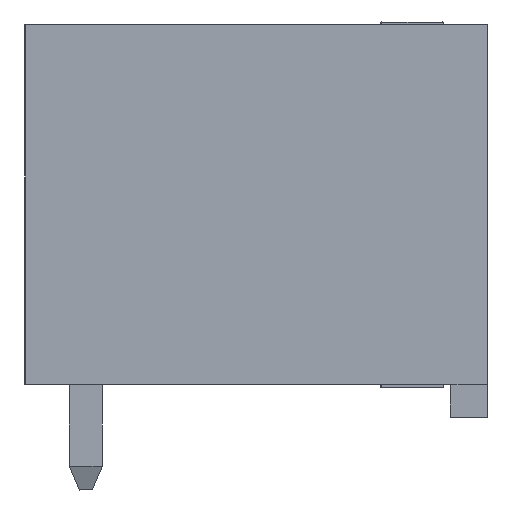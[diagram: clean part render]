
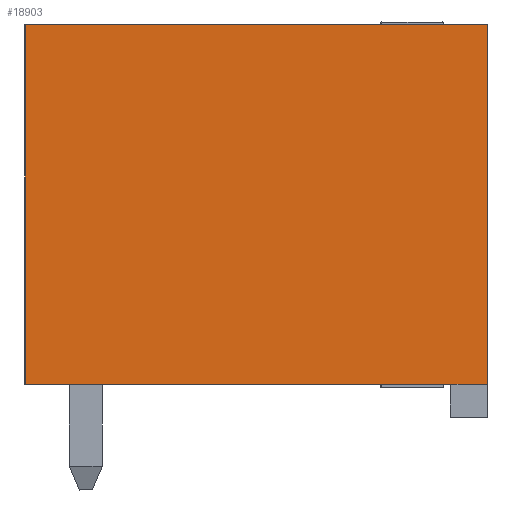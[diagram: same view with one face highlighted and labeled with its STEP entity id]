
A CAD part, left-side view. The second image highlights one B-rep face of the part: STEP entity #18903.
In plain terms, the highlighted planar face has unit normal (-1, 0, 0).
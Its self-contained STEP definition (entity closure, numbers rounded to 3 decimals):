
#18875=AXIS2_PLACEMENT_3D('Plane Axis2P3D',#18872,#18873,#18874) ;
#18273=CARTESIAN_POINT('Vertex',(0.,0.,14.1)) ;
#18276=CARTESIAN_POINT('Line Origine',(0.,0.,8.65)) ;
#18280=CARTESIAN_POINT('Vertex',(0.,0.,3.2)) ;
#18751=CARTESIAN_POINT('Vertex',(0.,14.,14.1)) ;
#18754=CARTESIAN_POINT('Line Origine',(0.,7.,14.1)) ;
#18872=CARTESIAN_POINT('Axis2P3D Location',(0.,0.,14.1)) ;
#18877=CARTESIAN_POINT('Line Origine',(0.,14.,8.65)) ;
#18881=CARTESIAN_POINT('Vertex',(0.,14.,3.2)) ;
#18884=CARTESIAN_POINT('Line Origine',(0.,7.55,3.2)) ;
#18888=CARTESIAN_POINT('Vertex',(0.,1.1,3.2)) ;
#18891=CARTESIAN_POINT('Line Origine',(0.,0.55,3.2)) ;
#18277=DIRECTION('Vector Direction',(0.,0.,-1.)) ;
#18755=DIRECTION('Vector Direction',(0.,1.,0.)) ;
#18873=DIRECTION('Axis2P3D Direction',(-1.,0.,0.)) ;
#18874=DIRECTION('Axis2P3D XDirection',(0.,1.,0.)) ;
#18878=DIRECTION('Vector Direction',(0.,0.,-1.)) ;
#18885=DIRECTION('Vector Direction',(0.,1.,0.)) ;
#18892=DIRECTION('Vector Direction',(0.,1.,0.)) ;
#18278=VECTOR('Line Direction',#18277,1.) ;
#18756=VECTOR('Line Direction',#18755,1.) ;
#18879=VECTOR('Line Direction',#18878,1.) ;
#18886=VECTOR('Line Direction',#18885,1.) ;
#18893=VECTOR('Line Direction',#18892,1.) ;
#18897=ORIENTED_EDGE('',*,*,#18883,.T.) ;
#18898=ORIENTED_EDGE('',*,*,#18890,.F.) ;
#18899=ORIENTED_EDGE('',*,*,#18895,.F.) ;
#18900=ORIENTED_EDGE('',*,*,#18282,.F.) ;
#18901=ORIENTED_EDGE('',*,*,#18758,.T.) ;
#18903=ADVANCED_FACE('Housing',(#18902),#18876,.T.) ;
#18282=EDGE_CURVE('',#18274,#18281,#18279,.T.) ;
#18758=EDGE_CURVE('',#18274,#18752,#18757,.T.) ;
#18883=EDGE_CURVE('',#18752,#18882,#18880,.T.) ;
#18890=EDGE_CURVE('',#18889,#18882,#18887,.T.) ;
#18895=EDGE_CURVE('',#18281,#18889,#18894,.T.) ;
#18896=EDGE_LOOP('',(#18897,#18898,#18899,#18900,#18901)) ;
#18902=FACE_OUTER_BOUND('',#18896,.T.) ;
#18279=LINE('Line',#18276,#18278) ;
#18757=LINE('Line',#18754,#18756) ;
#18880=LINE('Line',#18877,#18879) ;
#18887=LINE('Line',#18884,#18886) ;
#18894=LINE('Line',#18891,#18893) ;
#18876=PLANE('',#18875) ;
#18274=VERTEX_POINT('',#18273) ;
#18281=VERTEX_POINT('',#18280) ;
#18752=VERTEX_POINT('',#18751) ;
#18882=VERTEX_POINT('',#18881) ;
#18889=VERTEX_POINT('',#18888) ;
